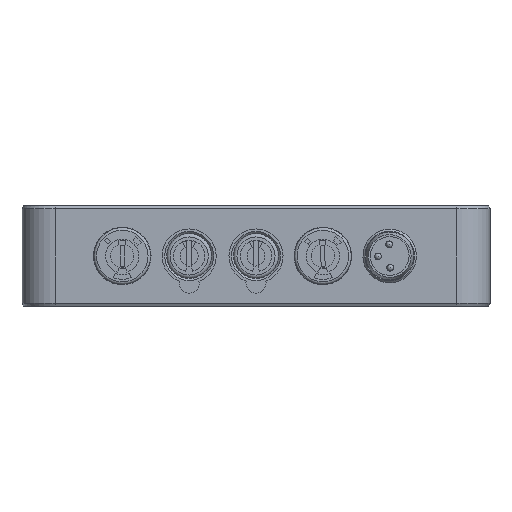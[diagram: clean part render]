
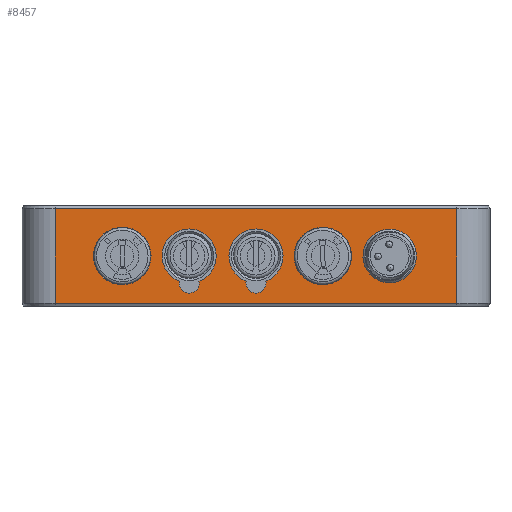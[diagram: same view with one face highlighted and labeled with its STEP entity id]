
A CAD part, front view. The second image highlights one B-rep face of the part: STEP entity #8457.
In plain terms, the highlighted planar face has unit normal (0, -1, 0).
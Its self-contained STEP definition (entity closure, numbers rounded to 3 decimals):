
#191=FACE_BOUND('',#1826,.T.);
#192=FACE_BOUND('',#1827,.T.);
#193=FACE_BOUND('',#1828,.T.);
#194=FACE_BOUND('',#1829,.T.);
#195=FACE_BOUND('',#1830,.T.);
#324=CIRCLE('',#8829,3.35);
#525=CIRCLE('',#9314,1.5);
#526=CIRCLE('',#9315,4.05);
#527=CIRCLE('',#9316,4.05);
#528=CIRCLE('',#9317,1.5);
#529=CIRCLE('',#9318,4.3);
#530=CIRCLE('',#9319,4.3);
#816=PLANE('',#9313);
#1273=FACE_OUTER_BOUND('',#1825,.T.);
#1825=EDGE_LOOP('',(#7314,#7315,#7316,#7317));
#1826=EDGE_LOOP('',(#7318));
#1827=EDGE_LOOP('',(#7319,#7320));
#1828=EDGE_LOOP('',(#7321,#7322));
#1829=EDGE_LOOP('',(#7323));
#1830=EDGE_LOOP('',(#7324));
#2537=LINE('',#14423,#3252);
#2543=LINE('',#14438,#3258);
#2544=LINE('',#14442,#3259);
#2545=LINE('',#14443,#3260);
#3252=VECTOR('',#11509,10.);
#3258=VECTOR('',#11527,10.);
#3259=VECTOR('',#11532,10.);
#3260=VECTOR('',#11533,10.);
#3647=VERTEX_POINT('',#12838);
#4074=VERTEX_POINT('',#14415);
#4076=VERTEX_POINT('',#14421);
#4079=VERTEX_POINT('',#14437);
#4080=VERTEX_POINT('',#14441);
#4081=VERTEX_POINT('',#14444);
#4082=VERTEX_POINT('',#14445);
#4083=VERTEX_POINT('',#14448);
#4084=VERTEX_POINT('',#14449);
#4085=VERTEX_POINT('',#14452);
#4086=VERTEX_POINT('',#14454);
#4529=EDGE_CURVE('',#3647,#3647,#324,.T.);
#5203=EDGE_CURVE('',#4076,#4074,#2537,.T.);
#5211=EDGE_CURVE('',#4074,#4079,#2543,.T.);
#5213=EDGE_CURVE('',#4080,#4076,#2544,.T.);
#5214=EDGE_CURVE('',#4079,#4080,#2545,.T.);
#5215=EDGE_CURVE('',#4081,#4082,#525,.T.);
#5216=EDGE_CURVE('',#4082,#4081,#526,.T.);
#5217=EDGE_CURVE('',#4083,#4084,#527,.T.);
#5218=EDGE_CURVE('',#4084,#4083,#528,.T.);
#5219=EDGE_CURVE('',#4085,#4085,#529,.T.);
#5220=EDGE_CURVE('',#4086,#4086,#530,.T.);
#7314=ORIENTED_EDGE('',*,*,#5203,.F.);
#7315=ORIENTED_EDGE('',*,*,#5213,.F.);
#7316=ORIENTED_EDGE('',*,*,#5214,.F.);
#7317=ORIENTED_EDGE('',*,*,#5211,.F.);
#7318=ORIENTED_EDGE('',*,*,#4529,.T.);
#7319=ORIENTED_EDGE('',*,*,#5215,.T.);
#7320=ORIENTED_EDGE('',*,*,#5216,.T.);
#7321=ORIENTED_EDGE('',*,*,#5217,.T.);
#7322=ORIENTED_EDGE('',*,*,#5218,.T.);
#7323=ORIENTED_EDGE('',*,*,#5219,.T.);
#7324=ORIENTED_EDGE('',*,*,#5220,.T.);
#8457=ADVANCED_FACE('',(#1273,#191,#192,#193,#194,#195),#816,.T.);
#8829=AXIS2_PLACEMENT_3D('',#12839,#10153,#10154);
#9313=AXIS2_PLACEMENT_3D('',#14440,#11530,#11531);
#9314=AXIS2_PLACEMENT_3D('',#14446,#11534,#11535);
#9315=AXIS2_PLACEMENT_3D('',#14447,#11536,#11537);
#9316=AXIS2_PLACEMENT_3D('',#14450,#11538,#11539);
#9317=AXIS2_PLACEMENT_3D('',#14451,#11540,#11541);
#9318=AXIS2_PLACEMENT_3D('',#14453,#11542,#11543);
#9319=AXIS2_PLACEMENT_3D('',#14455,#11544,#11545);
#10153=DIRECTION('center_axis',(0.,1.,0.));
#10154=DIRECTION('ref_axis',(0.999,0.,0.042));
#11509=DIRECTION('',(-1.,0.,0.));
#11527=DIRECTION('',(0.,0.,1.));
#11530=DIRECTION('center_axis',(0.,-1.,0.));
#11531=DIRECTION('ref_axis',(1.,0.,0.));
#11532=DIRECTION('',(0.,0.,-1.));
#11533=DIRECTION('',(1.,0.,0.));
#11534=DIRECTION('center_axis',(0.,1.,0.));
#11535=DIRECTION('ref_axis',(1.,0.,0.));
#11536=DIRECTION('center_axis',(0.,1.,0.));
#11537=DIRECTION('ref_axis',(1.,0.,0.));
#11538=DIRECTION('center_axis',(0.,1.,0.));
#11539=DIRECTION('ref_axis',(1.,0.,0.));
#11540=DIRECTION('center_axis',(0.,1.,0.));
#11541=DIRECTION('ref_axis',(1.,0.,0.));
#11542=DIRECTION('center_axis',(0.,1.,0.));
#11543=DIRECTION('ref_axis',(1.,0.,0.));
#11544=DIRECTION('center_axis',(0.,1.,0.));
#11545=DIRECTION('ref_axis',(1.,0.,0.));
#12838=CARTESIAN_POINT('',(51.653,0.,7.359));
#12839=CARTESIAN_POINT('Origin',(55.,0.,
7.5));
#14415=CARTESIAN_POINT('',(5.,0.,0.4));
#14421=CARTESIAN_POINT('',(65.,0.,0.4));
#14423=CARTESIAN_POINT('',(17.5,0.,0.4));
#14437=CARTESIAN_POINT('',(5.,0.,14.6));
#14438=CARTESIAN_POINT('',(5.,0.,0.));
#14440=CARTESIAN_POINT('Origin',(0.,0.,0.));
#14441=CARTESIAN_POINT('',(65.,0.,14.6));
#14442=CARTESIAN_POINT('',(65.,0.,0.));
#14443=CARTESIAN_POINT('',(17.5,0.,14.6));
#14444=CARTESIAN_POINT('',(36.474,0.,3.728));
#14445=CARTESIAN_POINT('',(33.526,0.,3.728));
#14446=CARTESIAN_POINT('Origin',(35.,0.,3.45));
#14447=CARTESIAN_POINT('Origin',(35.,0.,7.5));
#14448=CARTESIAN_POINT('',(23.526,0.,3.728));
#14449=CARTESIAN_POINT('',(26.474,0.,3.728));
#14450=CARTESIAN_POINT('Origin',(25.,0.,7.5));
#14451=CARTESIAN_POINT('Origin',(25.,0.,3.45));
#14452=CARTESIAN_POINT('',(40.7,0.,7.5));
#14453=CARTESIAN_POINT('Origin',(45.,0.,7.5));
#14454=CARTESIAN_POINT('',(10.7,0.,7.5));
#14455=CARTESIAN_POINT('Origin',(15.,0.,7.5));
